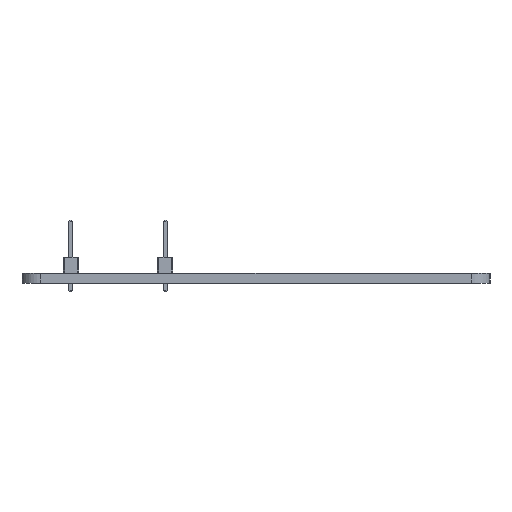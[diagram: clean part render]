
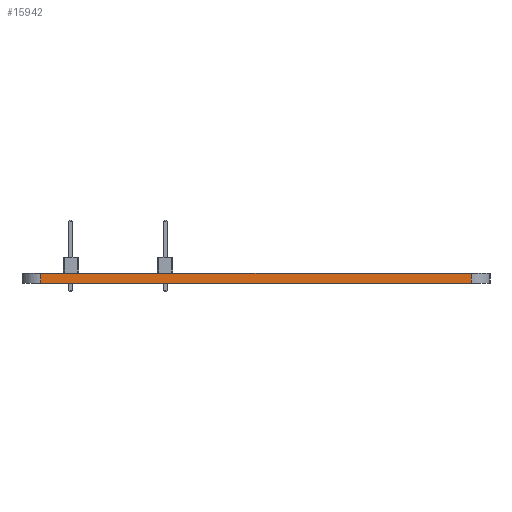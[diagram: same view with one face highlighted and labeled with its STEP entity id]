
A CAD part, left-side view. The second image highlights one B-rep face of the part: STEP entity #15942.
In plain terms, the highlighted planar face has unit normal (-1, 0, 0).
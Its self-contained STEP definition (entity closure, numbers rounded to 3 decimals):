
#13765 = VERTEX_POINT('',#13766);
#13766 = CARTESIAN_POINT('',(63.9,-63.15,0.));
#13773 = EDGE_CURVE('',#13774,#13765,#13776,.T.);
#13774 = VERTEX_POINT('',#13775);
#13775 = CARTESIAN_POINT('',(63.9,-132.9,0.));
#13776 = LINE('',#13777,#13778);
#13777 = CARTESIAN_POINT('',(63.9,-132.9,0.));
#13778 = VECTOR('',#13779,1.);
#13779 = DIRECTION('',(0.,1.,0.));
#14840 = VERTEX_POINT('',#14841);
#14841 = CARTESIAN_POINT('',(63.9,-63.15,1.6));
#14848 = EDGE_CURVE('',#14849,#14840,#14851,.T.);
#14849 = VERTEX_POINT('',#14850);
#14850 = CARTESIAN_POINT('',(63.9,-132.9,1.6));
#14851 = LINE('',#14852,#14853);
#14852 = CARTESIAN_POINT('',(63.9,-132.9,1.6));
#14853 = VECTOR('',#14854,1.);
#14854 = DIRECTION('',(0.,1.,0.));
#15912 = EDGE_CURVE('',#13765,#14840,#15913,.T.);
#15913 = LINE('',#15914,#15915);
#15914 = CARTESIAN_POINT('',(63.9,-63.15,0.));
#15915 = VECTOR('',#15916,1.);
#15916 = DIRECTION('',(0.,0.,1.));
#15942 = ADVANCED_FACE('',(#15943),#15954,.T.);
#15943 = FACE_BOUND('',#15944,.T.);
#15944 = EDGE_LOOP('',(#15945,#15951,#15952,#15953));
#15945 = ORIENTED_EDGE('',*,*,#15946,.T.);
#15946 = EDGE_CURVE('',#13774,#14849,#15947,.T.);
#15947 = LINE('',#15948,#15949);
#15948 = CARTESIAN_POINT('',(63.9,-132.9,0.));
#15949 = VECTOR('',#15950,1.);
#15950 = DIRECTION('',(0.,0.,1.));
#15951 = ORIENTED_EDGE('',*,*,#14848,.T.);
#15952 = ORIENTED_EDGE('',*,*,#15912,.F.);
#15953 = ORIENTED_EDGE('',*,*,#13773,.F.);
#15954 = PLANE('',#15955);
#15955 = AXIS2_PLACEMENT_3D('',#15956,#15957,#15958);
#15956 = CARTESIAN_POINT('',(63.9,-132.9,0.));
#15957 = DIRECTION('',(-1.,0.,0.));
#15958 = DIRECTION('',(0.,1.,0.));
